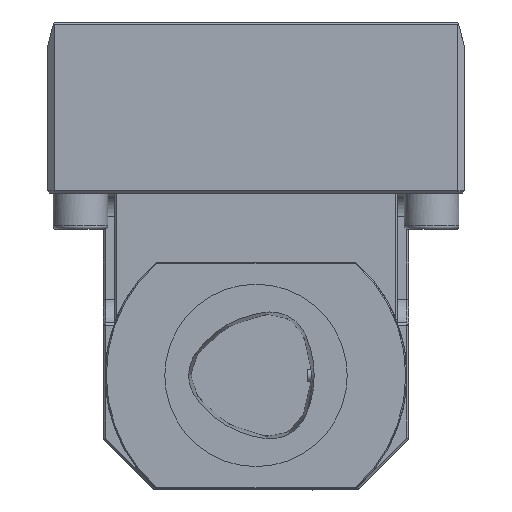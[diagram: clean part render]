
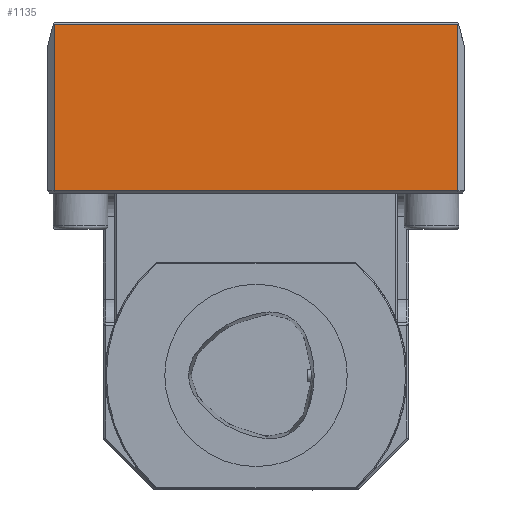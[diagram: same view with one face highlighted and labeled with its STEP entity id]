
A CAD part, left-side view. The second image highlights one B-rep face of the part: STEP entity #1135.
In plain terms, the highlighted planar face has unit normal (-1, 0, 0).
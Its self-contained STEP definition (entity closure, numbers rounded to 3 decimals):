
#245=LINE('',#6158,#641);
#372=LINE('',#6487,#768);
#374=LINE('',#6491,#770);
#376=LINE('',#6495,#772);
#641=VECTOR('',#4724,1.);
#768=VECTOR('',#5037,1.);
#770=VECTOR('',#5041,1.);
#772=VECTOR('',#5045,1.);
#1135=ADVANCED_FACE('',(#1532),#1331,.F.);
#1331=PLANE('',#4181);
#1532=FACE_OUTER_BOUND('',#1748,.T.);
#1748=EDGE_LOOP('',(#2589,#2590,#2591,#2592));
#2589=ORIENTED_EDGE('',*,*,#3699,.T.);
#2590=ORIENTED_EDGE('',*,*,#3697,.T.);
#2591=ORIENTED_EDGE('',*,*,#3695,.T.);
#2592=ORIENTED_EDGE('',*,*,#3529,.T.);
#3123=VERTEX_POINT('',#6151);
#3125=VERTEX_POINT('',#6157);
#3219=VERTEX_POINT('',#6488);
#3220=VERTEX_POINT('',#6492);
#3529=EDGE_CURVE('',#3123,#3125,#245,.T.);
#3695=EDGE_CURVE('',#3219,#3123,#372,.T.);
#3697=EDGE_CURVE('',#3220,#3219,#374,.T.);
#3699=EDGE_CURVE('',#3125,#3220,#376,.T.);
#4181=AXIS2_PLACEMENT_3D('',#6497,#5048,#5049);
#4724=DIRECTION('',(0.,-1.,0.));
#5037=DIRECTION('',(0.,0.,-1.));
#5041=DIRECTION('',(0.,1.,0.));
#5045=DIRECTION('',(0.,0.,1.));
#5048=DIRECTION('',(1.,0.,0.));
#5049=DIRECTION('',(0.,0.,-1.));
#6151=CARTESIAN_POINT('',(-18.,88.5,-49.));
#6157=CARTESIAN_POINT('',(-18.,-88.5,-49.));
#6158=CARTESIAN_POINT('',(-18.,91.5,-49.));
#6487=CARTESIAN_POINT('',(-18.,88.5,-50.));
#6488=CARTESIAN_POINT('',(-18.,88.5,24.));
#6491=CARTESIAN_POINT('',(-18.,91.5,24.));
#6492=CARTESIAN_POINT('',(-18.,-88.5,24.));
#6495=CARTESIAN_POINT('',(-18.,-88.5,25.));
#6497=CARTESIAN_POINT('',(-18.,91.5,25.));
